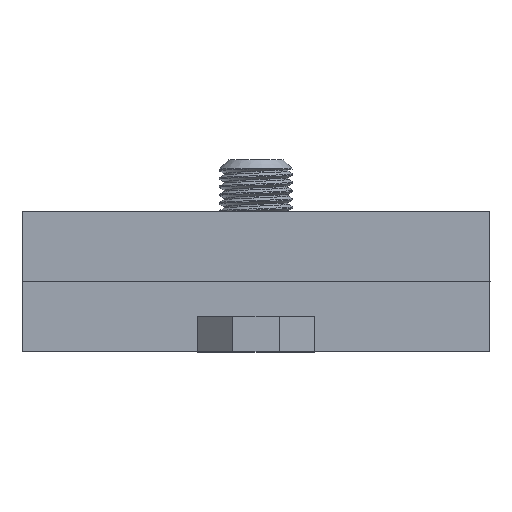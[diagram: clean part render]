
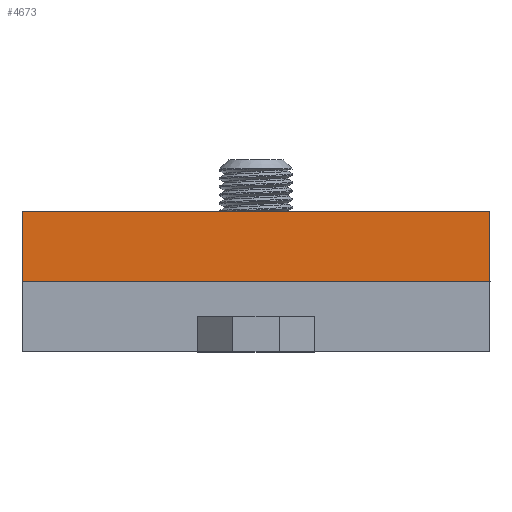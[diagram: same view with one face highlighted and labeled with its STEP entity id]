
A CAD part, top view. The second image highlights one B-rep face of the part: STEP entity #4673.
In plain terms, the highlighted planar face has unit normal (0, 0, 1).
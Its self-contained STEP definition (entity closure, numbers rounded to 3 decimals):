
#131=PLANE('',#5001);
#381=FACE_OUTER_BOUND('',#653,.T.);
#653=EDGE_LOOP('',(#4221,#4222,#4223,#4224));
#1360=LINE('',#18710,#1646);
#1365=LINE('',#18719,#1651);
#1369=LINE('',#18727,#1655);
#1370=LINE('',#18729,#1656);
#1646=VECTOR('',#5872,10.);
#1651=VECTOR('',#5879,10.);
#1655=VECTOR('',#5885,10.);
#1656=VECTOR('',#5888,10.);
#2119=VERTEX_POINT('',#18707);
#2120=VERTEX_POINT('',#18709);
#2123=VERTEX_POINT('',#18717);
#2126=VERTEX_POINT('',#18725);
#2822=EDGE_CURVE('',#2119,#2120,#1360,.T.);
#2827=EDGE_CURVE('',#2119,#2123,#1365,.T.);
#2831=EDGE_CURVE('',#2123,#2126,#1369,.T.);
#2832=EDGE_CURVE('',#2120,#2126,#1370,.T.);
#4221=ORIENTED_EDGE('',*,*,#2827,.T.);
#4222=ORIENTED_EDGE('',*,*,#2831,.T.);
#4223=ORIENTED_EDGE('',*,*,#2832,.F.);
#4224=ORIENTED_EDGE('',*,*,#2822,.F.);
#4673=ADVANCED_FACE('',(#381),#131,.T.);
#5001=AXIS2_PLACEMENT_3D('',#18728,#5886,#5887);
#5872=DIRECTION('',(0.,1.,0.));
#5879=DIRECTION('',(1.,0.,0.));
#5885=DIRECTION('',(0.,1.,0.));
#5886=DIRECTION('center_axis',(0.,0.,1.));
#5887=DIRECTION('ref_axis',(1.,0.,0.));
#5888=DIRECTION('',(1.,0.,0.));
#18707=CARTESIAN_POINT('',(-20.,0.,8.));
#18709=CARTESIAN_POINT('',(-20.,6.,8.));
#18710=CARTESIAN_POINT('',(-20.,0.,8.));
#18717=CARTESIAN_POINT('',(20.,0.,8.));
#18719=CARTESIAN_POINT('',(-20.,0.,8.));
#18725=CARTESIAN_POINT('',(20.,6.,8.));
#18727=CARTESIAN_POINT('',(20.,0.,8.));
#18728=CARTESIAN_POINT('Origin',(-20.,0.,8.));
#18729=CARTESIAN_POINT('',(-20.,6.,8.));
